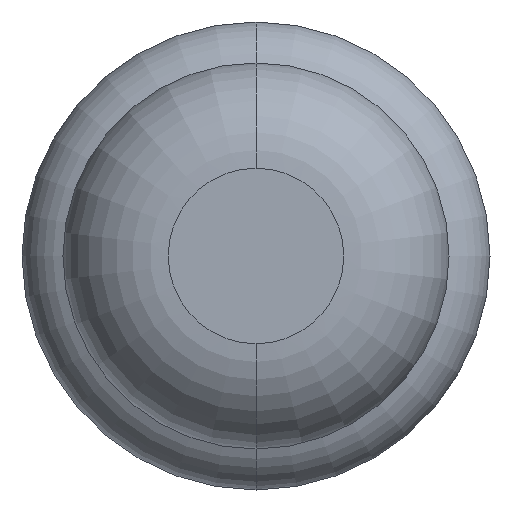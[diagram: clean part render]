
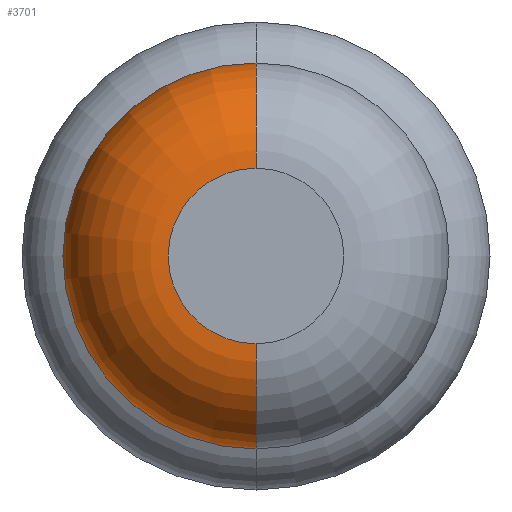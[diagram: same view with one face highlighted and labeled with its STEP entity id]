
A CAD part, front view. The second image highlights one B-rep face of the part: STEP entity #3701.
In plain terms, the highlighted toroidal (fillet/blend) face has major radius 0.375 mm and minor radius 0.45 mm.
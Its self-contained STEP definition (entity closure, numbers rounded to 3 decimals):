
#184 = CARTESIAN_POINT ( 'NONE',  ( 0., -29.95, 0. ) ) ;
#250 = DIRECTION ( 'NONE',  ( 0., 0., 1. ) ) ;
#309 = CIRCLE ( 'NONE', #1521, 0.45 ) ;
#365 = FACE_OUTER_BOUND ( 'NONE', #1600, .T. ) ;
#463 = CIRCLE ( 'NONE', #1761, 0.375 ) ;
#513 = CARTESIAN_POINT ( 'NONE',  ( 0., -29.95, 0. ) ) ;
#529 = DIRECTION ( 'NONE',  ( 0., 1., 0. ) ) ;
#533 = ORIENTED_EDGE ( 'NONE', *, *, #3612, .F. ) ;
#659 = VERTEX_POINT ( 'NONE', #2725 ) ;
#683 = DIRECTION ( 'NONE',  ( 0., 1., 0. ) ) ;
#777 = DIRECTION ( 'NONE',  ( 0., 0., -1. ) ) ;
#878 = CIRCLE ( 'NONE', #1236, 0.45 ) ;
#1014 = ORIENTED_EDGE ( 'NONE', *, *, #1193, .T. ) ;
#1162 = EDGE_CURVE ( 'Defeature ausgef�hrt1_8+Defeature ausgef�hrt1_7+Defeature ausgef�hrt1_7+Defeature ausgef�hrt1_7', #3330, #1608, #2233, .T. ) ;
#1193 = EDGE_CURVE ( 'Defeature ausgef�hrt1_7+Defeature ausgef�hrt1_6+Defeature ausgef�hrt1_6+Defeature ausgef�hrt1_6', #659, #3768, #463, .T. ) ;
#1236 = AXIS2_PLACEMENT_3D ( 'NONE', #3402, #2190, #2218 ) ;
#1263 = TOROIDAL_SURFACE ( 'NONE', #2311, 0.375, 0.45 ) ;
#1332 = ORIENTED_EDGE ( 'NONE', *, *, #1162, .F. ) ;
#1339 = DIRECTION ( 'NONE',  ( 1., 0., 0. ) ) ;
#1359 = AXIS2_PLACEMENT_3D ( 'NONE', #513, #529, #250 ) ;
#1519 = DIRECTION ( 'NONE',  ( 0., 0., 1. ) ) ;
#1521 = AXIS2_PLACEMENT_3D ( 'NONE', #2254, #1339, #777 ) ;
#1600 = EDGE_LOOP ( 'NONE', ( #533, #1014, #2916, #1332 ) ) ;
#1608 = VERTEX_POINT ( 'NONE', #2363 ) ;
#1761 = AXIS2_PLACEMENT_3D ( 'NONE', #3013, #683, #1519 ) ;
#1993 = DIRECTION ( 'NONE',  ( 0., 1., 0. ) ) ;
#2190 = DIRECTION ( 'NONE',  ( -1., 0., 0. ) ) ;
#2218 = DIRECTION ( 'NONE',  ( 0., 0., 1. ) ) ;
#2233 = CIRCLE ( 'NONE', #1359, 0.825 ) ;
#2254 = CARTESIAN_POINT ( 'NONE',  ( 0., -29.95, -0.375 ) ) ;
#2311 = AXIS2_PLACEMENT_3D ( 'NONE', #184, #1993, #3181 ) ;
#2363 = CARTESIAN_POINT ( 'NONE',  ( 0., -29.95, 0.825 ) ) ;
#2725 = CARTESIAN_POINT ( 'NONE',  ( 0., -30.4, -0.375 ) ) ;
#2731 = CARTESIAN_POINT ( 'NONE',  ( 0., -29.95, -0.825 ) ) ;
#2916 = ORIENTED_EDGE ( 'NONE', *, *, #3467, .T. ) ;
#3013 = CARTESIAN_POINT ( 'NONE',  ( 0., -30.4, 0. ) ) ;
#3181 = DIRECTION ( 'NONE',  ( 0., 0., 1. ) ) ;
#3330 = VERTEX_POINT ( 'NONE', #2731 ) ;
#3402 = CARTESIAN_POINT ( 'NONE',  ( 0., -29.95, 0.375 ) ) ;
#3467 = EDGE_CURVE ( 'NONE', #3768, #1608, #878, .T. ) ;
#3492 = CARTESIAN_POINT ( 'NONE',  ( 0., -30.4, 0.375 ) ) ;
#3612 = EDGE_CURVE ( 'NONE', #659, #3330, #309, .T. ) ;
#3701 = ADVANCED_FACE ( 'Defeature ausgef�hrt1_7', ( #365 ), #1263, .T. ) ;
#3768 = VERTEX_POINT ( 'NONE', #3492 ) ;
